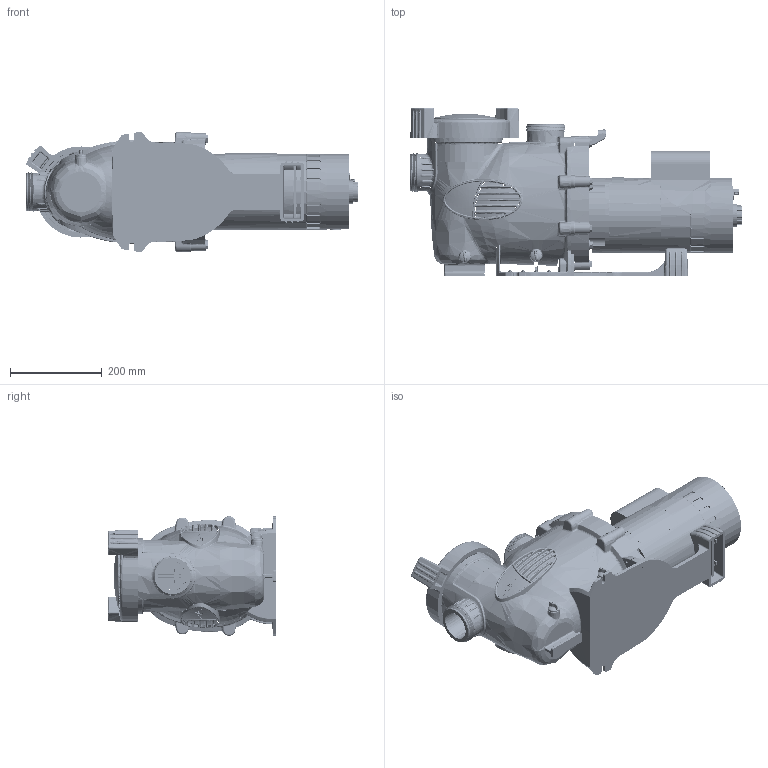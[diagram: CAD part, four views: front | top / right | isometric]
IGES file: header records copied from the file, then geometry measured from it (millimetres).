
Start section: SolidWorks IGES file using analytic representation for surfaces
Global section: file name: WFTR80.IGS; native system: SolidWorks 2016; preprocessor: SolidWorks 2016; author: Karl.Kendrick; date: 170609.142431; units: inch
Bounding box: 722.91 x 366.36 x 261.92 mm (x, y, z)
Surface area: 1085338.8 mm2 (no closed solid volume)
Topology: 0 solids, 0 shells, 3116 faces, 53262 edges, 53245 vertices
Faces by surface type: bspline 2320, revolution 796
